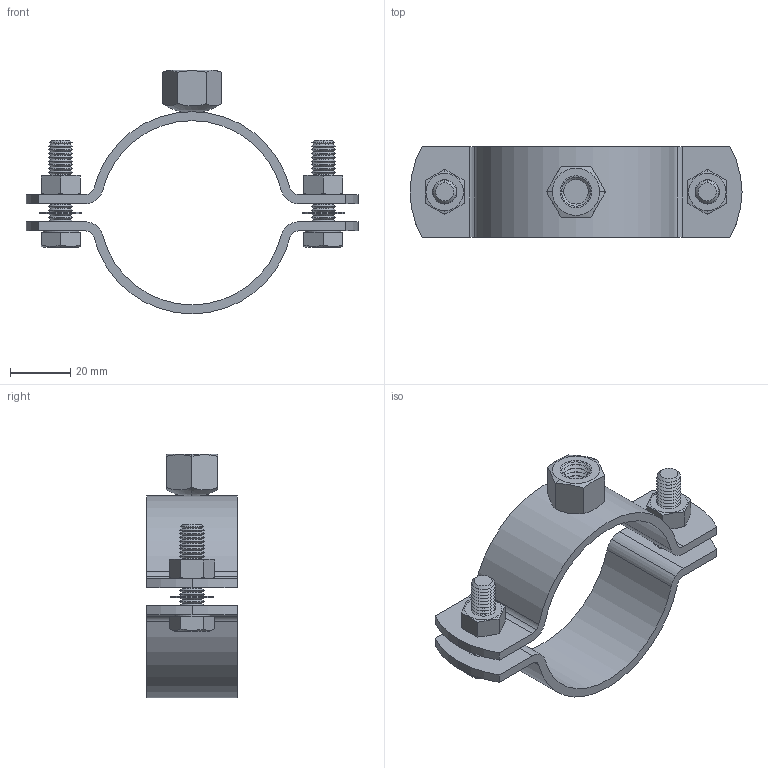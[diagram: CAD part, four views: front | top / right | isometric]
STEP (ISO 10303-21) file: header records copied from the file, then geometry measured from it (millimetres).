
FILE_DESCRIPTION((''),'2;1');
FILE_NAME('124650.stp','2008-03-12T15:58:49',(''),(''),'Mechanical Desktop.R8.0.24.0','Mechanical Desktop.R8.0.24.0',', , ');
FILE_SCHEMA(('CONFIG_CONTROL_DESIGN'));
Length unit declared in the file: millimetre
Products named in the file (22): 43524; SCHELLENGEWINDETEIL MIT PLATEAU; PART1; SCHELLENTEIL MIT PLATEAU; ~PART1; UVS14X7X0,5; TEIL1; MUTTER8; MUTTER8$0$LAYER; MUTTER8$0$AVE_RENDER; MUTTER8$0$AVE_GLOBAL; MUTTER8$0$RM_SDB; DIN 933 M8X30; 8X30$0$AVE_RENDER; 8X30$0$AVE_GLOBAL; 8X30$0$RM_SDB; HUTMUTTER10; M10$0$AVE_RENDER; M10$0$AVE_GLOBAL; M10$0$RM_SDB; RM_SDB; LAYER
Assembly tree (46 placements, depth 3):
  43524
    SCHELLENGEWINDETEIL MIT PLATEAU
      PART1
    SCHELLENTEIL MIT PLATEAU
      ~PART1
    UVS14X7X0,5  x2
      TEIL1
    MUTTER8  x2
      MUTTER8$0$LAYER
      MUTTER8$0$AVE_RENDER
      MUTTER8$0$AVE_GLOBAL
      MUTTER8$0$RM_SDB
    DIN 933 M8X30  x2
      8X30$0$AVE_RENDER
      8X30$0$AVE_GLOBAL
      8X30$0$RM_SDB
    HUTMUTTER10
      M10$0$AVE_RENDER  x8
      M10$0$AVE_GLOBAL
      M10$0$RM_SDB
    RM_SDB  x2
    LAYER
Bounding box: 110 x 30 x 80.78 mm (x, y, z)
Volume: 30973.7 mm3; surface area: 24146.3 mm2
Topology: 9 solids, 9 shells, 357 faces, 774 edges, 440 vertices
Faces by surface type: cone 226, plane 65, cylinder 62, torus 2, bspline 2
Entity records: 7011 total; most frequent: CARTESIAN_POINT 1288, DIRECTION 1272, ORIENTED_EDGE 1024, AXIS2_PLACEMENT_3D 516, EDGE_CURVE 512, VERTEX_POINT 298, EDGE_LOOP 244, CIRCLE 242
